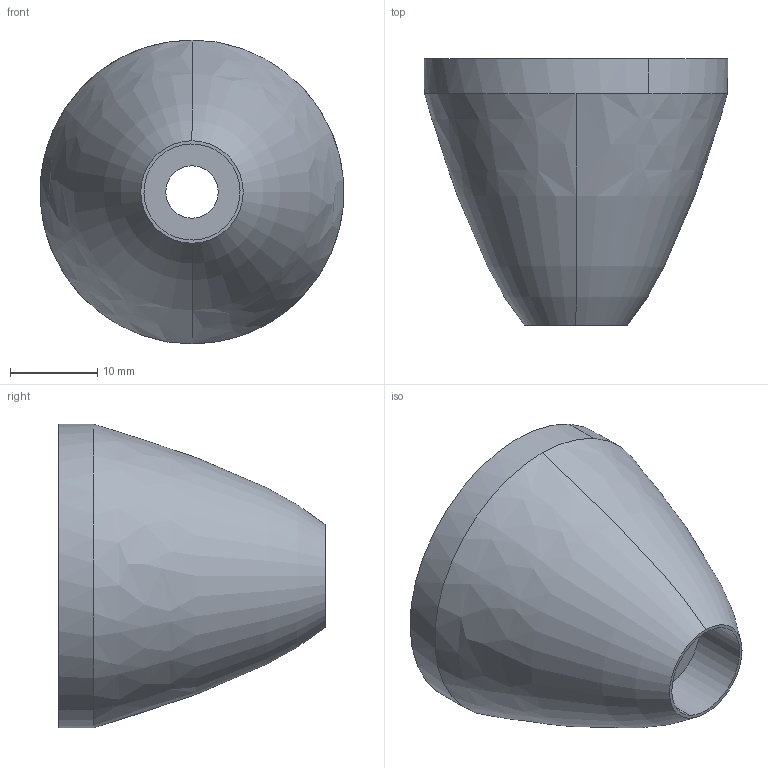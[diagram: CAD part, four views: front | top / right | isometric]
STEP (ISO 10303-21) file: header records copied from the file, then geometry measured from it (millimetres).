
FILE_DESCRIPTION(('CoCreate Modeling STEP Export'),'2;1');
FILE_NAME('m22.stp','2011-05-24T11:24:54',(''),(''),'CoCreate Modeling STEP processor for AP214 (Solid Model)','CoCreate Modeling 18.0P1120 20-Nov-2010 (C) Parametric Technology GmbH','');
FILE_SCHEMA(('AUTOMOTIVE_DESIGN { 1 0 10303 214 1 1 1 1 }'));
Length unit declared in the file: millimetre
Products named in the file (1): BODY_2____SOL5075_-_WSP_CONE_EN.PRT
Bounding box: 34.79 x 30.52 x 34.8 mm (x, y, z)
Volume: 11402.9 mm3; surface area: 5167.8 mm2
Topology: 1 solids, 1 shells, 16 faces, 35 edges, 23 vertices
Faces by surface type: cylinder 8, plane 4, cone 2, revolution 2
Entity records: 449 total; most frequent: CARTESIAN_POINT 100, ORIENTED_EDGE 70, DIRECTION 62, EDGE_CURVE 35, AXIS2_PLACEMENT_3D 25, VERTEX_POINT 23, EDGE_LOOP 20, FACE_OUTER_BOUND 16
